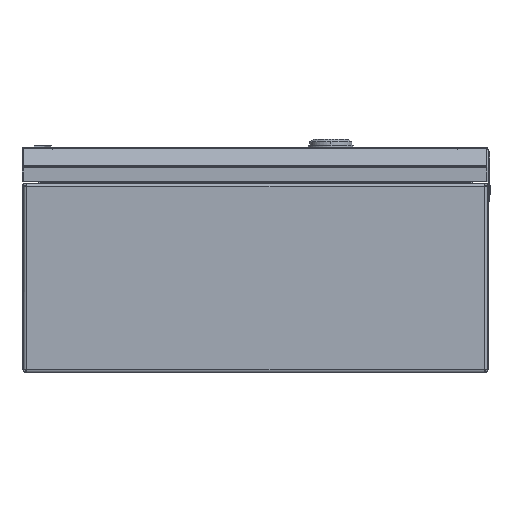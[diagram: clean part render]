
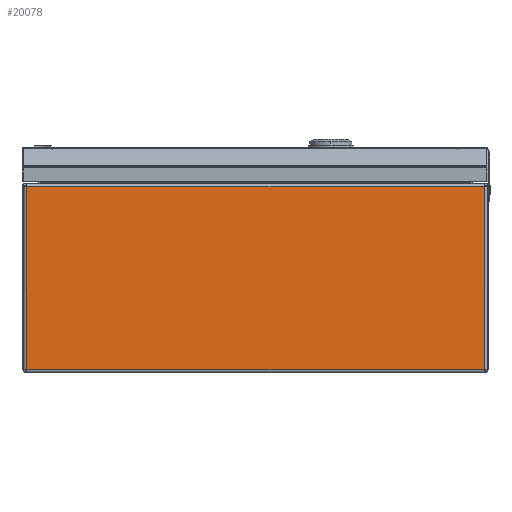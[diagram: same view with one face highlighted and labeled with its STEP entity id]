
A CAD part, left-side view. The second image highlights one B-rep face of the part: STEP entity #20078.
In plain terms, the highlighted planar face has unit normal (-1, 0, 0).
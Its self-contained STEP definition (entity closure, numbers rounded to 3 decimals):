
#1223 = CARTESIAN_POINT ( 'NONE',  ( -276.583, 87.056, 1. ) ) ;
#2526 = LINE ( 'NONE', #15546, #25415 ) ;
#2767 = VECTOR ( 'NONE', #10084, 1000. ) ;
#3371 = CARTESIAN_POINT ( 'NONE',  ( -276.583, -216.944, 122.7 ) ) ;
#3433 = LINE ( 'NONE', #10989, #15241 ) ;
#4506 = DIRECTION ( 'NONE',  ( 1., 0., 0. ) ) ;
#4766 = LINE ( 'NONE', #24363, #21758 ) ;
#5730 = EDGE_CURVE ( 'NONE', #16168, #26528, #20479, .T. ) ;
#6166 = ORIENTED_EDGE ( 'NONE', *, *, #5730, .T. ) ;
#6717 = VERTEX_POINT ( 'NONE', #1223 ) ;
#7847 = CARTESIAN_POINT ( 'NONE',  ( -276.583, 87.056, 122.7 ) ) ;
#7980 = EDGE_LOOP ( 'NONE', ( #6166, #19163, #24593, #26010 ) ) ;
#8035 = VERTEX_POINT ( 'NONE', #14981 ) ;
#8608 = FACE_OUTER_BOUND ( 'NONE', #7980, .T. ) ;
#10084 = DIRECTION ( 'NONE',  ( 0., 1., 0. ) ) ;
#10989 = CARTESIAN_POINT ( 'NONE',  ( -276.583, -216.944, 1. ) ) ;
#12461 = CARTESIAN_POINT ( 'NONE',  ( -276.583, -216.944, 122.7 ) ) ;
#12527 = EDGE_CURVE ( 'NONE', #8035, #6717, #2526, .T. ) ;
#14981 = CARTESIAN_POINT ( 'NONE',  ( -276.583, -216.944, 1. ) ) ;
#15241 = VECTOR ( 'NONE', #28751, 1000. ) ;
#15546 = CARTESIAN_POINT ( 'NONE',  ( -276.583, 89.056, 1. ) ) ;
#16168 = VERTEX_POINT ( 'NONE', #12461 ) ;
#19163 = ORIENTED_EDGE ( 'NONE', *, *, #25232, .T. ) ;
#19796 = AXIS2_PLACEMENT_3D ( 'NONE', #26574, #4506, #20010 ) ;
#20010 = DIRECTION ( 'NONE',  ( 0., 0., -1. ) ) ;
#20078 = ADVANCED_FACE ( 'NONE', ( #8608 ), #22137, .F. ) ;
#20479 = LINE ( 'NONE', #3371, #2767 ) ;
#21758 = VECTOR ( 'NONE', #26596, 1000. ) ;
#22137 = PLANE ( 'NONE',  #19796 ) ;
#22209 = DIRECTION ( 'NONE',  ( 0., 1., 0. ) ) ;
#23472 = EDGE_CURVE ( 'NONE', #8035, #16168, #3433, .T. ) ;
#24363 = CARTESIAN_POINT ( 'NONE',  ( -276.583, 87.056, 124.7 ) ) ;
#24593 = ORIENTED_EDGE ( 'NONE', *, *, #12527, .F. ) ;
#25232 = EDGE_CURVE ( 'NONE', #26528, #6717, #4766, .T. ) ;
#25415 = VECTOR ( 'NONE', #22209, 1000. ) ;
#26010 = ORIENTED_EDGE ( 'NONE', *, *, #23472, .T. ) ;
#26528 = VERTEX_POINT ( 'NONE', #7847 ) ;
#26574 = CARTESIAN_POINT ( 'NONE',  ( -276.583, 89.056, 124.7 ) ) ;
#26596 = DIRECTION ( 'NONE',  ( 0., 0., -1. ) ) ;
#28751 = DIRECTION ( 'NONE',  ( 0., 0., 1. ) ) ;
